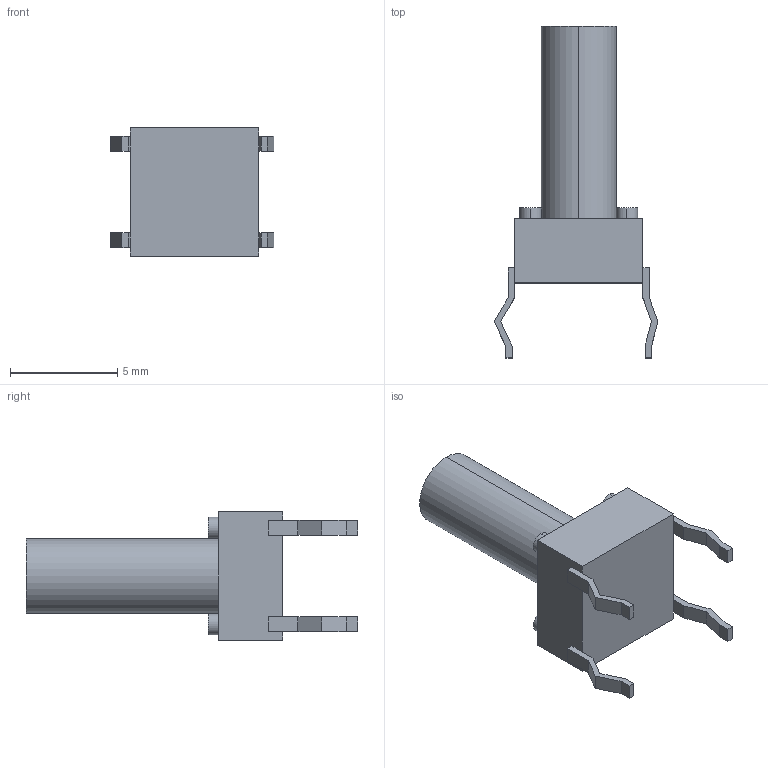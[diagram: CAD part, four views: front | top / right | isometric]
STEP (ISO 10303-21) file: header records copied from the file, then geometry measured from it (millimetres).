
FILE_DESCRIPTION (( 'STEP AP214' ), '1' );
FILE_NAME ('button_6x6x12_holl.STEP', '2020-05-14T20:50:20', ( 'kot' ), ( '' ), 'SwSTEP 2.0', 'SolidWorks 2018', '' );
FILE_SCHEMA (( 'AUTOMOTIVE_DESIGN' ));
Length unit declared in the file: millimetre
Products named in the file (1): button_6x6x12_holl
Bounding box: 7.65 x 15.5 x 6 mm (x, y, z)
Volume: 199.7 mm3; surface area: 281.8 mm2
Topology: 1 solids, 1 shells, 69 faces, 178 edges, 116 vertices
Faces by surface type: plane 59, cylinder 10
Entity records: 2333 total; most frequent: CARTESIAN_POINT 364, ORIENTED_EDGE 356, DIRECTION 338, EDGE_CURVE 178, VECTOR 158, LINE 158, VERTEX_POINT 116, AXIS2_PLACEMENT_3D 90
